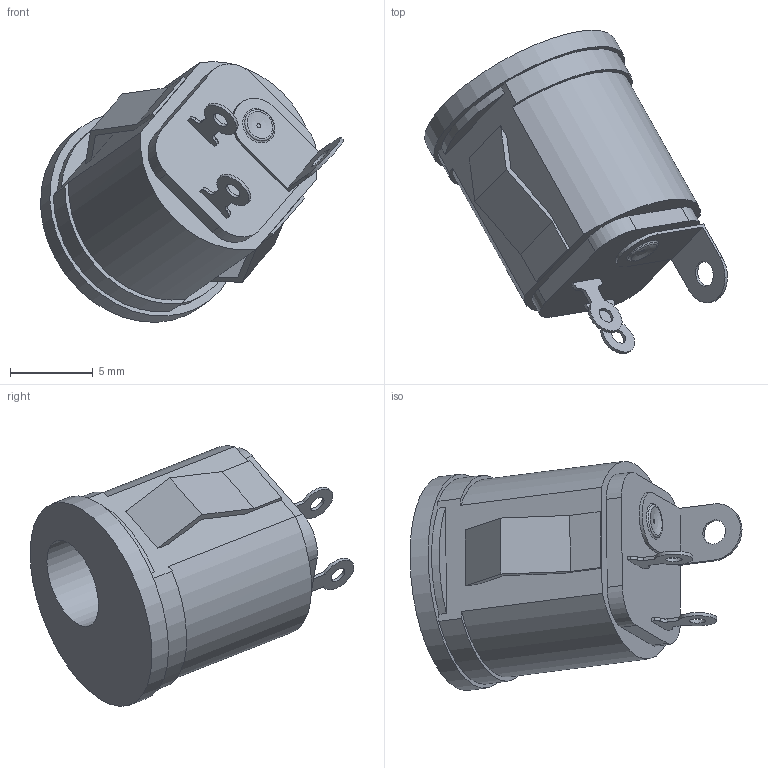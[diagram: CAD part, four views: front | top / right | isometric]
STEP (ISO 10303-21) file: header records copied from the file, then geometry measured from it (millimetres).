
FILE_DESCRIPTION(/* description */ (''),/* implementation_level */ '2;1');
FILE_NAME(/* name */ 'dc-jack_5.5x2.1.stp',/* time_stamp */ '2019-03-05T11:09:15+01:00',/* author */ ('ZEUSLAP'),/* organization */ (''),/* preprocessor_version */ 'ST-DEVELOPER v16.13',/* originating_system */ 'Autodesk Inventor 2018',/* authorisation */ '');
FILE_SCHEMA (('AUTOMOTIVE_DESIGN { 1 0 10303 214 3 1 1 }'));
Length unit declared in the file: millimetre
Products named in the file (1): dc-jack_5.5x2.1mm_panel_mount_round_Shrinkwrap
Bounding box: 18.24 x 19.51 x 15.71 mm (x, y, z)
Volume: 1172 mm3; surface area: 1341.7 mm2
Topology: 8 solids, 8 shells, 91 faces, 216 edges, 144 vertices
Faces by surface type: plane 61, cylinder 26, torus 2, bspline 2
Full cylindrical faces by diameter (mm): 1 x3, 1.5 x1, 5.5 x1, 13 x1
Entity records: 2809 total; most frequent: CARTESIAN_POINT 499, DIRECTION 450, ORIENTED_EDGE 416, EDGE_CURVE 208, AXIS2_PLACEMENT_3D 154, VERTEX_POINT 143, LINE 142, VECTOR 142
